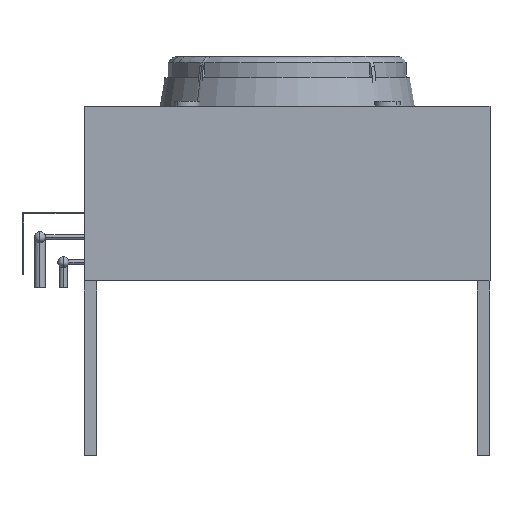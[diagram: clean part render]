
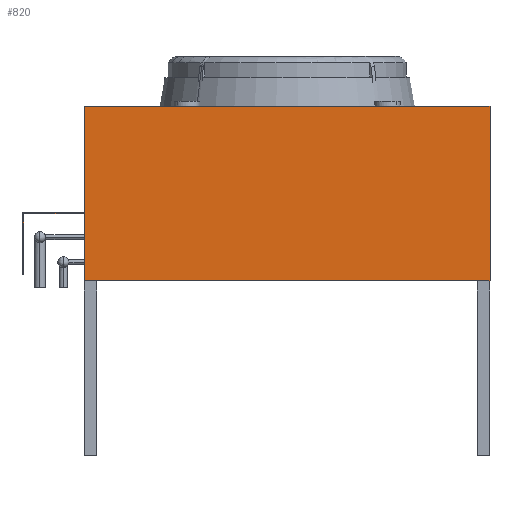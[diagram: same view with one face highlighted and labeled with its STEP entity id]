
A CAD part, front view. The second image highlights one B-rep face of the part: STEP entity #820.
In plain terms, the highlighted planar face has unit normal (0, -1, 0).
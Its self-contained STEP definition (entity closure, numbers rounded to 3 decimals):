
#820=ADVANCED_FACE('',(#1760),#1761,.F.);
#1760=FACE_OUTER_BOUND('',#2736,.T.);
#1761=PLANE('',#2737);
#2736=EDGE_LOOP('',(#5324,#5325,#5326,#5327,#5328,#5329,#5330,#5331,#5332,#5333));
#2737=AXIS2_PLACEMENT_3D('',#5334,#5335,#5336);
#5324=ORIENTED_EDGE('',*,*,#6593,.T.);
#5325=ORIENTED_EDGE('',*,*,#5871,.T.);
#5326=ORIENTED_EDGE('',*,*,#5857,.F.);
#5327=ORIENTED_EDGE('',*,*,#5920,.F.);
#5328=ORIENTED_EDGE('',*,*,#5902,.F.);
#5329=ORIENTED_EDGE('',*,*,#5882,.T.);
#5330=ORIENTED_EDGE('',*,*,#6605,.F.);
#5331=ORIENTED_EDGE('',*,*,#6611,.T.);
#5332=ORIENTED_EDGE('',*,*,#6608,.F.);
#5333=ORIENTED_EDGE('',*,*,#6598,.T.);
#5334=CARTESIAN_POINT('',(-63.5,-279.4,76.2));
#5335=DIRECTION('',(0.,1.0,-0.0));
#5336=DIRECTION('',(0.0,0.0,1.0));
#5857=EDGE_CURVE('',#7160,#7162,#7163,.T.);
#5871=EDGE_CURVE('',#7184,#7162,#7188,.T.);
#5882=EDGE_CURVE('',#7201,#7198,#7202,.T.);
#5902=EDGE_CURVE('',#7201,#7229,#7233,.T.);
#5920=EDGE_CURVE('',#7229,#7160,#7255,.T.);
#6593=EDGE_CURVE('',#8200,#7184,#8201,.T.);
#6598=EDGE_CURVE('',#8208,#8200,#8209,.T.);
#6605=EDGE_CURVE('',#8218,#7198,#8219,.T.);
#6608=EDGE_CURVE('',#8208,#8222,#8223,.T.);
#6611=EDGE_CURVE('',#8218,#8222,#8226,.T.);
#7160=VERTEX_POINT('',#9408);
#7162=VERTEX_POINT('',#9411);
#7163=LINE('',#9412,#9413);
#7184=VERTEX_POINT('',#9444);
#7188=LINE('',#9450,#9451);
#7198=VERTEX_POINT('',#9461);
#7201=VERTEX_POINT('',#9465);
#7202=LINE('',#9466,#9467);
#7229=VERTEX_POINT('',#9504);
#7233=LINE('',#9510,#9511);
#7255=LINE('',#9533,#9534);
#8200=VERTEX_POINT('',#11189);
#8201=LINE('',#11190,#11191);
#8208=VERTEX_POINT('',#11201);
#8209=LINE('',#11202,#11203);
#8218=VERTEX_POINT('',#11216);
#8219=LINE('',#11217,#11218);
#8222=VERTEX_POINT('',#11222);
#8223=LINE('',#11223,#11224);
#8226=LINE('',#11228,#11229);
#9408=CARTESIAN_POINT('',(825.5,-279.4,0.0));
#9411=CARTESIAN_POINT('',(0.0,-279.4,0.0));
#9412=CARTESIAN_POINT('',(412.75,-279.4,0.0));
#9413=VECTOR('',#11875,25.4);
#9444=CARTESIAN_POINT('',(0.,-279.4,136.525));
#9450=CARTESIAN_POINT('',(0.0,-279.4,177.8));
#9451=VECTOR('',#11888,25.4);
#9461=CARTESIAN_POINT('',(0.,-279.4,139.7));
#9465=CARTESIAN_POINT('',(0.0,-279.4,355.6));
#9466=CARTESIAN_POINT('',(0.0,-279.4,177.8));
#9467=VECTOR('',#11914,25.4);
#9504=CARTESIAN_POINT('',(825.5,-279.4,355.6));
#9510=CARTESIAN_POINT('',(412.75,-279.4,355.6));
#9511=VECTOR('',#11945,25.4);
#9533=CARTESIAN_POINT('',(825.5,-279.4,177.8));
#9534=VECTOR('',#11979,25.4);
#11189=CARTESIAN_POINT('',(-123.825,-279.4,136.525));
#11190=CARTESIAN_POINT('',(-62.706,-279.4,136.525));
#11191=VECTOR('',#12741,25.4);
#11201=CARTESIAN_POINT('',(-123.825,-279.4,12.7));
#11202=CARTESIAN_POINT('',(-123.825,-279.4,75.406));
#11203=VECTOR('',#12745,25.4);
#11216=CARTESIAN_POINT('',(-127.0,-279.4,139.7));
#11217=CARTESIAN_POINT('',(-63.5,-279.4,139.7));
#11218=VECTOR('',#12750,25.4);
#11222=CARTESIAN_POINT('',(-127.0,-279.4,12.7));
#11223=CARTESIAN_POINT('',(-63.5,-279.4,12.7));
#11224=VECTOR('',#12752,25.4);
#11228=CARTESIAN_POINT('',(-127.0,-279.4,76.2));
#11229=VECTOR('',#12754,25.4);
#11875=DIRECTION('',(-1.0,0.0,0.0));
#11888=DIRECTION('',(0.0,0.0,-1.0));
#11914=DIRECTION('',(0.0,0.0,-1.0));
#11945=DIRECTION('',(1.0,0.0,0.0));
#11979=DIRECTION('',(0.0,0.0,-1.0));
#12741=DIRECTION('',(1.0,0.,0.0));
#12745=DIRECTION('',(0.0,0.0,1.0));
#12750=DIRECTION('',(1.0,0.,0.0));
#12752=DIRECTION('',(-1.0,0.,0.0));
#12754=DIRECTION('',(0.0,0.0,-1.0));
